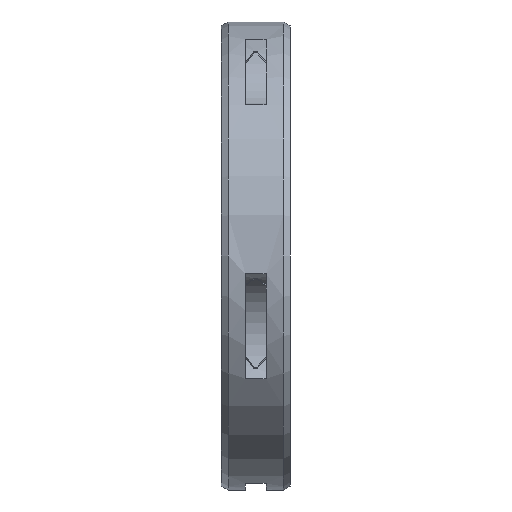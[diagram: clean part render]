
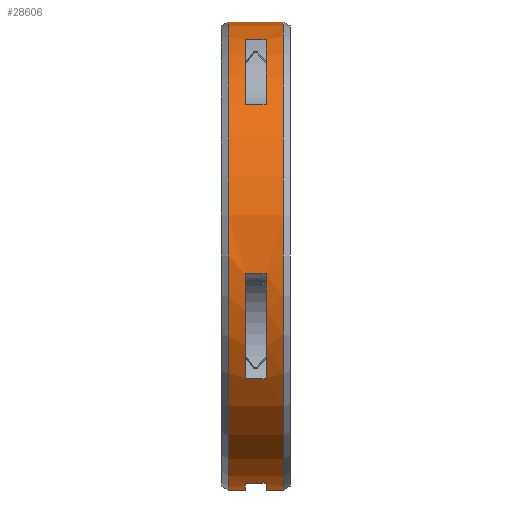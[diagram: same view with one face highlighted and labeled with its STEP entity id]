
A CAD part, left-side view. The second image highlights one B-rep face of the part: STEP entity #28606.
In plain terms, the highlighted cylindrical face has radius 34 mm (diameter 68 mm), a partial arc.
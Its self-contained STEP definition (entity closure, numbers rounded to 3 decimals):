
#27243=CARTESIAN_POINT('',(0.,-1.5,0.));
#27244=DIRECTION('',(0.,-1.,0.));
#27245=DIRECTION('',(-0.236,0.,-0.972));
#27246=AXIS2_PLACEMENT_3D('',#27243,#27244,#27245);
#27251=DIRECTION('',(0.,-1.,0.));
#27252=VECTOR('',#27251,3.);
#27253=CARTESIAN_POINT('',(-8.029,1.5,-33.038));
#27254=LINE('',#27253,#27252);
#27258=CARTESIAN_POINT('',(0.,1.5,0.));
#27259=DIRECTION('',(0.,-1.,0.));
#27260=DIRECTION('',(-0.236,0.,-0.972));
#27261=AXIS2_PLACEMENT_3D('',#27258,#27259,#27260);
#27266=DIRECTION('',(0.,1.,0.));
#27267=VECTOR('',#27266,2.5);
#27268=CARTESIAN_POINT('',(0.,1.5,-34.));
#27269=LINE('',#27268,#27267);
#27273=DIRECTION('',(0.,1.,0.));
#27274=VECTOR('',#27273,8.);
#27275=CARTESIAN_POINT('',(0.,-4.,34.));
#27276=LINE('',#27275,#27274);
#27280=CARTESIAN_POINT('',(0.,-4.,0.));
#27281=DIRECTION('',(0.,1.,0.));
#27282=DIRECTION('',(0.,0.,-1.));
#27283=AXIS2_PLACEMENT_3D('',#27280,#27281,#27282);
#27288=DIRECTION('',(0.,1.,0.));
#27289=VECTOR('',#27288,2.5);
#27290=CARTESIAN_POINT('',(0.,-4.,-34.));
#27291=LINE('',#27290,#27289);
#27295=CARTESIAN_POINT('',(0.,-1.5,0.));
#27296=DIRECTION('',(0.,-1.,0.));
#27297=DIRECTION('',(-0.38,0.,0.925));
#27298=AXIS2_PLACEMENT_3D('',#27295,#27296,#27297);
#27303=DIRECTION('',(0.,-1.,0.));
#27304=VECTOR('',#27303,3.);
#27305=CARTESIAN_POINT('',(-12.924,1.5,31.448));
#27306=LINE('',#27305,#27304);
#27310=CARTESIAN_POINT('',(0.,1.5,0.));
#27311=DIRECTION('',(0.,-1.,0.));
#27312=DIRECTION('',(-0.38,0.,0.925));
#27313=AXIS2_PLACEMENT_3D('',#27310,#27311,#27312);
#27318=DIRECTION('',(0.,-1.,0.));
#27319=VECTOR('',#27318,3.);
#27320=CARTESIAN_POINT('',(-25.915,1.5,22.01));
#27321=LINE('',#27320,#27319);
#27325=CARTESIAN_POINT('',(0.,-1.5,0.));
#27326=DIRECTION('',(0.,-1.,0.));
#27327=DIRECTION('',(-0.997,0.,-0.076));
#27328=AXIS2_PLACEMENT_3D('',#27325,#27326,#27327);
#27333=DIRECTION('',(0.,-1.,0.));
#27334=VECTOR('',#27333,3.);
#27335=CARTESIAN_POINT('',(-33.902,1.5,-2.574));
#27336=LINE('',#27335,#27334);
#27340=CARTESIAN_POINT('',(0.,1.5,0.));
#27341=DIRECTION('',(0.,-1.,0.));
#27342=DIRECTION('',(-0.997,0.,-0.076));
#27343=AXIS2_PLACEMENT_3D('',#27340,#27341,#27342);
#27348=DIRECTION('',(0.,-1.,0.));
#27349=VECTOR('',#27348,3.);
#27350=CARTESIAN_POINT('',(-28.94,1.5,-17.845));
#27351=LINE('',#27350,#27349);
#27669=CARTESIAN_POINT('',(0.,4.,0.));
#27670=DIRECTION('',(0.,1.,0.));
#27671=DIRECTION('',(0.,0.,-1.));
#27672=AXIS2_PLACEMENT_3D('',#27669,#27670,#27671);
#27892=CARTESIAN_POINT('',(0.,-4.,-34.));
#27894=VERTEX_POINT('',#27892);
#27895=CARTESIAN_POINT('',(0.,4.,-34.));
#27897=VERTEX_POINT('',#27895);
#27924=CARTESIAN_POINT('',(0.,-4.,34.));
#27926=VERTEX_POINT('',#27924);
#27927=CARTESIAN_POINT('',(0.,4.,34.));
#27928=VERTEX_POINT('',#27927);
#27941=CARTESIAN_POINT('',(0.,-1.5,-34.));
#27943=VERTEX_POINT('',#27941);
#27945=CARTESIAN_POINT('',(0.,1.5,-34.));
#27947=VERTEX_POINT('',#27945);
#27955=CARTESIAN_POINT('',(-8.029,-1.5,-33.038));
#27956=VERTEX_POINT('',#27955);
#27957=CARTESIAN_POINT('',(-8.029,1.5,-33.038));
#27958=VERTEX_POINT('',#27957);
#28011=CARTESIAN_POINT('',(-12.924,-1.5,31.448));
#28012=CARTESIAN_POINT('',(-25.915,-1.5,22.01));
#28013=VERTEX_POINT('',#28011);
#28014=VERTEX_POINT('',#28012);
#28015=CARTESIAN_POINT('',(-12.924,1.5,31.448));
#28016=CARTESIAN_POINT('',(-25.915,1.5,22.01));
#28017=VERTEX_POINT('',#28015);
#28018=VERTEX_POINT('',#28016);
#28031=CARTESIAN_POINT('',(-33.902,-1.5,-2.574));
#28032=CARTESIAN_POINT('',(-28.94,-1.5,-17.845));
#28033=VERTEX_POINT('',#28031);
#28034=VERTEX_POINT('',#28032);
#28035=CARTESIAN_POINT('',(-33.902,1.5,-2.574));
#28036=CARTESIAN_POINT('',(-28.94,1.5,-17.845));
#28037=VERTEX_POINT('',#28035);
#28038=VERTEX_POINT('',#28036);
#28570=CARTESIAN_POINT('',(0.,35.859,0.));
#28571=DIRECTION('',(0.,-1.,0.));
#28572=DIRECTION('',(0.,0.,1.));
#28573=AXIS2_PLACEMENT_3D('',#28570,#28571,#28572);
#28574=CYLINDRICAL_SURFACE('',#28573,34.);
#28575=ORIENTED_EDGE('',*,*,#28448,.F.);
#28577=ORIENTED_EDGE('',*,*,#28576,.F.);
#28579=ORIENTED_EDGE('',*,*,#28578,.T.);
#28580=ORIENTED_EDGE('',*,*,#28409,.T.);
#28582=ORIENTED_EDGE('',*,*,#28581,.T.);
#28583=ORIENTED_EDGE('',*,*,#28405,.F.);
#28585=ORIENTED_EDGE('',*,*,#28584,.F.);
#28586=ORIENTED_EDGE('',*,*,#28401,.T.);
#28587=EDGE_LOOP('',(#28575,#28577,#28579,#28580,#28582,#28583,#28585,#28586));
#28588=FACE_OUTER_BOUND('',#28587,.F.);
#28590=ORIENTED_EDGE('',*,*,#28589,.F.);
#28592=ORIENTED_EDGE('',*,*,#28591,.F.);
#28594=ORIENTED_EDGE('',*,*,#28593,.T.);
#28596=ORIENTED_EDGE('',*,*,#28595,.T.);
#28597=EDGE_LOOP('',(#28590,#28592,#28594,#28596));
#28598=FACE_BOUND('',#28597,.F.);
#28599=ORIENTED_EDGE('',*,*,#28508,.F.);
#28600=ORIENTED_EDGE('',*,*,#28556,.F.);
#28602=ORIENTED_EDGE('',*,*,#28601,.T.);
#28603=ORIENTED_EDGE('',*,*,#28530,.T.);
#28604=EDGE_LOOP('',(#28599,#28600,#28602,#28603));
#28605=FACE_BOUND('',#28604,.F.);
#27247=CIRCLE('',#27246,34.);
#27262=CIRCLE('',#27261,34.);
#27284=CIRCLE('',#27283,34.);
#27299=CIRCLE('',#27298,34.);
#27314=CIRCLE('',#27313,34.);
#27329=CIRCLE('',#27328,34.);
#27344=CIRCLE('',#27343,34.);
#27673=CIRCLE('',#27672,34.);
#28401=EDGE_CURVE('',#27894,#27943,#27291,.T.);
#28405=EDGE_CURVE('',#27926,#27928,#27276,.T.);
#28409=EDGE_CURVE('',#27947,#27897,#27269,.T.);
#28448=EDGE_CURVE('',#27956,#27943,#27247,.T.);
#28508=EDGE_CURVE('',#28033,#28034,#27329,.T.);
#28530=EDGE_CURVE('',#28038,#28034,#27351,.T.);
#28556=EDGE_CURVE('',#28037,#28033,#27336,.T.);
#28576=EDGE_CURVE('',#27958,#27956,#27254,.T.);
#28578=EDGE_CURVE('',#27958,#27947,#27262,.T.);
#28581=EDGE_CURVE('',#27897,#27928,#27673,.T.);
#28584=EDGE_CURVE('',#27894,#27926,#27284,.T.);
#28589=EDGE_CURVE('',#28013,#28014,#27299,.T.);
#28591=EDGE_CURVE('',#28017,#28013,#27306,.T.);
#28593=EDGE_CURVE('',#28017,#28018,#27314,.T.);
#28595=EDGE_CURVE('',#28018,#28014,#27321,.T.);
#28601=EDGE_CURVE('',#28037,#28038,#27344,.T.);
#28606=ADVANCED_FACE('',(#28588,#28598,#28605),#28574,.T.);
